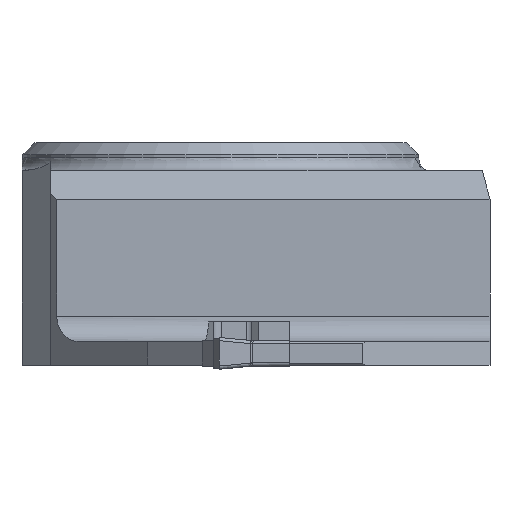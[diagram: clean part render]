
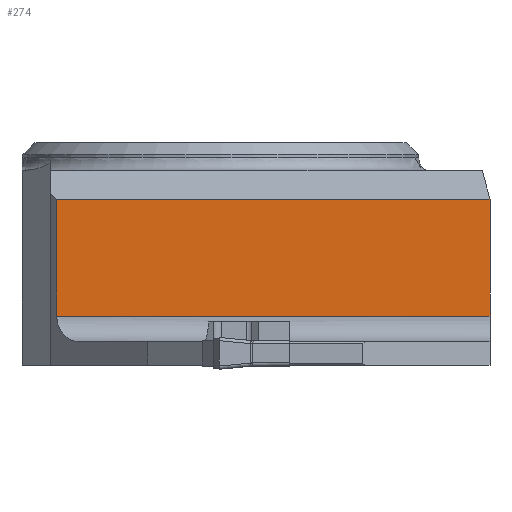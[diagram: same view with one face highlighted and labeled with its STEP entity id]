
A CAD part, left-side view. The second image highlights one B-rep face of the part: STEP entity #274.
In plain terms, the highlighted planar face has unit normal (-1, 0, 0).
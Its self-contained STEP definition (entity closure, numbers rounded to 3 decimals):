
#216=PLANE('',#2041);
#274=ADVANCED_FACE('CL_R_SU3',(#402),#216,.F.);
#402=FACE_OUTER_BOUND('',#509,.T.);
#509=EDGE_LOOP('',(#987,#988,#989,#990));
#658=LINE('',#2769,#801);
#659=LINE('',#2771,#802);
#660=LINE('',#2773,#803);
#661=LINE('',#2775,#804);
#801=VECTOR('',#2253,1.);
#802=VECTOR('',#2256,1.);
#803=VECTOR('',#2257,1.);
#804=VECTOR('',#2258,1.);
#987=ORIENTED_EDGE('',*,*,#1703,.T.);
#988=ORIENTED_EDGE('',*,*,#1704,.T.);
#989=ORIENTED_EDGE('',*,*,#1705,.F.);
#990=ORIENTED_EDGE('',*,*,#1702,.T.);
#1510=VERTEX_POINT('',#2758);
#1515=VERTEX_POINT('',#2768);
#1516=VERTEX_POINT('',#2772);
#1517=VERTEX_POINT('',#2774);
#1702=EDGE_CURVE('',#1510,#1515,#658,.T.);
#1703=EDGE_CURVE('',#1515,#1516,#659,.T.);
#1704=EDGE_CURVE('',#1516,#1517,#660,.T.);
#1705=EDGE_CURVE('',#1510,#1517,#661,.T.);
#2041=AXIS2_PLACEMENT_3D('',#2776,#2259,#2260);
#2253=DIRECTION('',(0.,-1.,0.));
#2256=DIRECTION('',(0.,0.,1.));
#2257=DIRECTION('',(0.,1.,0.));
#2258=DIRECTION('',(0.,0.,1.));
#2259=DIRECTION('',(1.,0.,0.));
#2260=DIRECTION('',(0.,0.,-1.));
#2758=CARTESIAN_POINT('',(-17.25,10.348,-10.65));
#2768=CARTESIAN_POINT('',(-17.25,-17.,-10.65));
#2769=CARTESIAN_POINT('',(-17.25,-110.,-10.65));
#2771=CARTESIAN_POINT('',(-17.25,-17.,-50.));
#2772=CARTESIAN_POINT('',(-17.25,-17.,-3.273));
#2773=CARTESIAN_POINT('',(-17.25,-110.,-3.273));
#2774=CARTESIAN_POINT('',(-17.25,10.348,-3.273));
#2775=CARTESIAN_POINT('',(-17.25,10.348,157.75));
#2776=CARTESIAN_POINT('',(-17.25,-110.,157.75));
